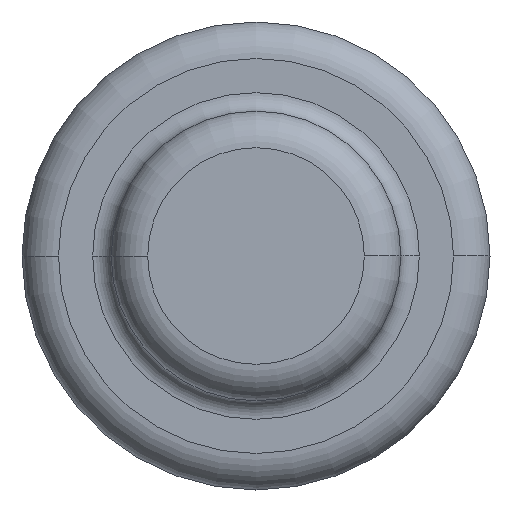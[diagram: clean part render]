
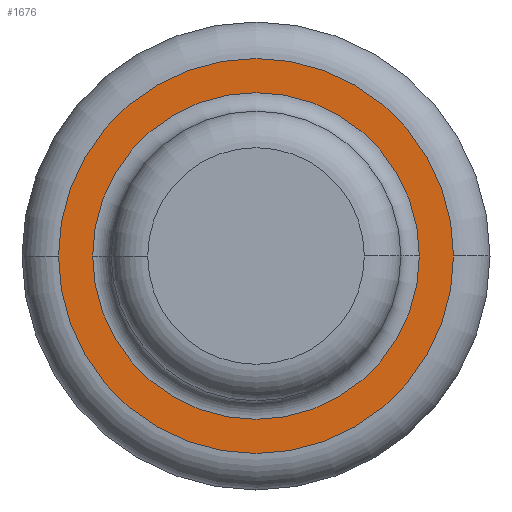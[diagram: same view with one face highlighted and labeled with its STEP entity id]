
A CAD part, left-side view. The second image highlights one B-rep face of the part: STEP entity #1676.
In plain terms, the highlighted planar face has unit normal (-1, 0, 0).
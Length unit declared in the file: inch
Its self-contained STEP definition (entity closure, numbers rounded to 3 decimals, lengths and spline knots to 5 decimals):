
#81 = CARTESIAN_POINT ( 'NONE',  ( -0.064, 0., 0. ) ) ;
#88 = DIRECTION ( 'NONE',  ( 1., 0., 0. ) ) ;
#159 = VERTEX_POINT ( 'NONE', #3861 ) ;
#199 = EDGE_LOOP ( 'NONE', ( #397, #2169 ) ) ;
#233 = DIRECTION ( 'NONE',  ( 1., 0., 0. ) ) ;
#353 = EDGE_LOOP ( 'NONE', ( #1671, #1142 ) ) ;
#397 = ORIENTED_EDGE ( 'NONE', *, *, #1203, .T. ) ;
#410 = EDGE_CURVE ( 'NONE', #1721, #3138, #814, .T. ) ;
#488 = FACE_BOUND ( 'NONE', #199, .T. ) ;
#574 = CARTESIAN_POINT ( 'NONE',  ( -0.064, 0., 0. ) ) ;
#814 = CIRCLE ( 'NONE', #2413, 0.1705 ) ;
#837 = CIRCLE ( 'NONE', #1837, 0.1705 ) ;
#1079 = CARTESIAN_POINT ( 'NONE',  ( -0.064, 0.1705, 0. ) ) ;
#1142 = ORIENTED_EDGE ( 'NONE', *, *, #3107, .F. ) ;
#1203 = EDGE_CURVE ( 'NONE', #159, #3106, #3198, .T. ) ;
#1249 = CARTESIAN_POINT ( 'NONE',  ( -0.064, 0.141, 0. ) ) ;
#1365 = CIRCLE ( 'NONE', #2975, 0.141 ) ;
#1379 = DIRECTION ( 'NONE',  ( 1., 0., 0. ) ) ;
#1618 = EDGE_CURVE ( 'NONE', #3106, #159, #1365, .T. ) ;
#1671 = ORIENTED_EDGE ( 'NONE', *, *, #410, .F. ) ;
#1676 = ADVANCED_FACE ( 'NONE', ( #2095, #488 ), #1880, .F. ) ;
#1721 = VERTEX_POINT ( 'NONE', #3232 ) ;
#1723 = DIRECTION ( 'NONE',  ( 0., -1., 0. ) ) ;
#1837 = AXIS2_PLACEMENT_3D ( 'NONE', #3435, #233, #2656 ) ;
#1880 = PLANE ( 'NONE',  #2875 ) ;
#1891 = DIRECTION ( 'NONE',  ( 0., -1., 0. ) ) ;
#2050 = DIRECTION ( 'NONE',  ( 0., -1., 0. ) ) ;
#2095 = FACE_OUTER_BOUND ( 'NONE', #353, .T. ) ;
#2169 = ORIENTED_EDGE ( 'NONE', *, *, #1618, .T. ) ;
#2193 = DIRECTION ( 'NONE',  ( 1., 0., 0. ) ) ;
#2245 = DIRECTION ( 'NONE',  ( 0., -1., 0. ) ) ;
#2325 = CARTESIAN_POINT ( 'NONE',  ( -0.064, 0., -0.141 ) ) ;
#2413 = AXIS2_PLACEMENT_3D ( 'NONE', #574, #2193, #1891 ) ;
#2656 = DIRECTION ( 'NONE',  ( 0., -1., 0. ) ) ;
#2875 = AXIS2_PLACEMENT_3D ( 'NONE', #2325, #1379, #1723 ) ;
#2975 = AXIS2_PLACEMENT_3D ( 'NONE', #3334, #88, #2050 ) ;
#3106 = VERTEX_POINT ( 'NONE', #1249 ) ;
#3107 = EDGE_CURVE ( 'NONE', #3138, #1721, #837, .T. ) ;
#3119 = DIRECTION ( 'NONE',  ( 1., 0., 0. ) ) ;
#3138 = VERTEX_POINT ( 'NONE', #1079 ) ;
#3198 = CIRCLE ( 'NONE', #4017, 0.141 ) ;
#3232 = CARTESIAN_POINT ( 'NONE',  ( -0.064, -0.1705, 0. ) ) ;
#3334 = CARTESIAN_POINT ( 'NONE',  ( -0.064, 0., 0. ) ) ;
#3435 = CARTESIAN_POINT ( 'NONE',  ( -0.064, 0., 0. ) ) ;
#3861 = CARTESIAN_POINT ( 'NONE',  ( -0.064, -0.141, 0. ) ) ;
#4017 = AXIS2_PLACEMENT_3D ( 'NONE', #81, #3119, #2245 ) ;
